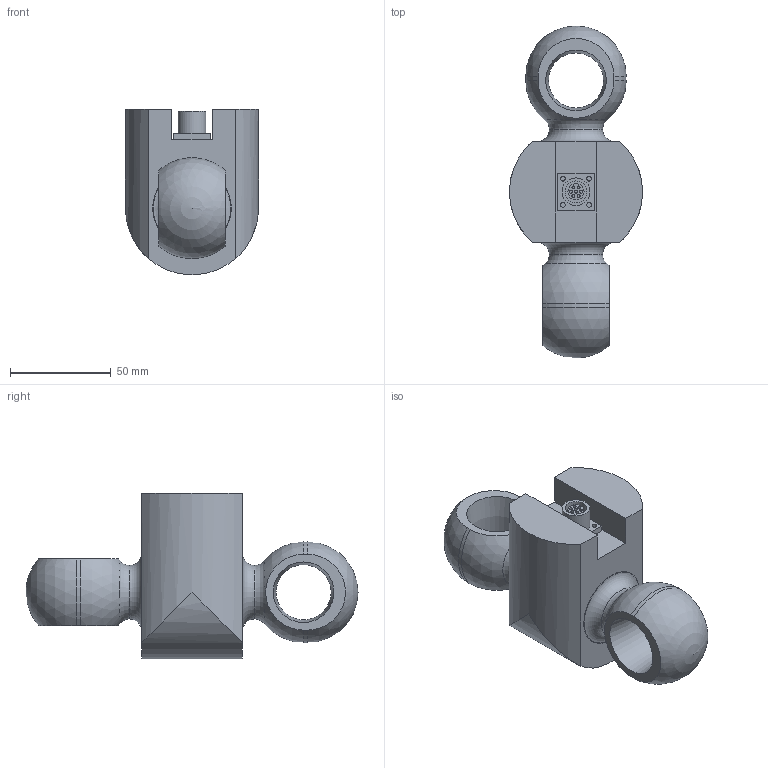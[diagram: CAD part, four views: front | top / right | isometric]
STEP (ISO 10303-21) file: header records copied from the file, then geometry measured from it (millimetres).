
FILE_DESCRIPTION(/* description */ (''),/* implementation_level */ '2;1');
FILE_NAME(/* name */ '110RH-ST-5t v3.step',/* time_stamp */ '2020-02-04T11:02:33-08:00',/* author */ (''),/* organization */ (''),/* preprocessor_version */ 'ST-DEVELOPER v18',/* originating_system */ 'Autodesk Translation Framework v8.12.0.6',/* authorisation */ '');
FILE_SCHEMA (('AUTOMOTIVE_DESIGN { 1 0 10303 214 3 1 1 }'));
Length unit declared in the file: millimetre
Products named in the file (4): 110RH-ST-5t; Case; Pin Head 2 v1; Connector
Assembly tree (4 placements, depth 2):
  110RH-ST-5t
    Case
    Pin Head 2 v1  x2
    Connector
Bounding box: 66 x 164.6 x 81.9 mm (x, y, z)
Volume: 358554.6 mm3; surface area: 51943.7 mm2
Topology: 4 solids, 4 shells, 68 faces, 155 edges, 106 vertices
Faces by surface type: plane 32, cylinder 26, torus 6, sphere 4
Full cylindrical faces by diameter (mm): 1.5 x7, 2.3 x4, 8 x1, 10.8 x1, 12 x1, 13.8 x1, 26.5 x2, 39 x2
Entity records: 1710 total; most frequent: DIRECTION 311, CARTESIAN_POINT 262, ORIENTED_EDGE 236, AXIS2_PLACEMENT_3D 130, EDGE_CURVE 118, VERTEX_POINT 81, EDGE_LOOP 77, CIRCLE 63
